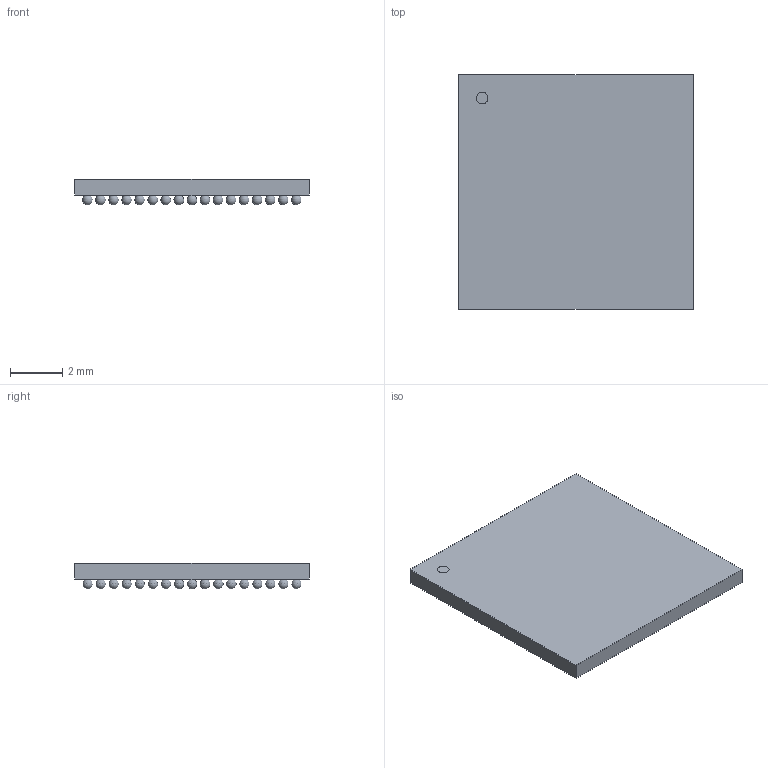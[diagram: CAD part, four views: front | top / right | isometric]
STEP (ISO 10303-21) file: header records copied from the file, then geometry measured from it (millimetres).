
FILE_DESCRIPTION(('STEP AP214'),'1');
FILE_NAME('VFBGA176_SOT1850-1_NXP','2022-08-14T16:35:03',(''),(''),'','','');
FILE_SCHEMA(('AUTOMOTIVE_DESIGN'));
Length unit declared in the file: millimetre
Products named in the file (1): product
Bounding box: 8.99 x 8.99 x 0.99 mm (x, y, z)
Volume: 54.5 mm3; surface area: 264.3 mm2
Topology: 178 solids, 178 shells, 185 faces, 543 edges, 362 vertices
Faces by surface type: sphere 176, plane 8, cylinder 1
Full cylindrical faces by diameter (mm): 0.45 x1
Entity records: 1840 total; most frequent: DIRECTION 390, CARTESIAN_POINT 199, AXIS2_PLACEMENT_3D 189, STYLED_ITEM 185, ADVANCED_FACE 185, MANIFOLD_SOLID_BREP 178, CLOSED_SHELL 178, SPHERICAL_SURFACE 176
